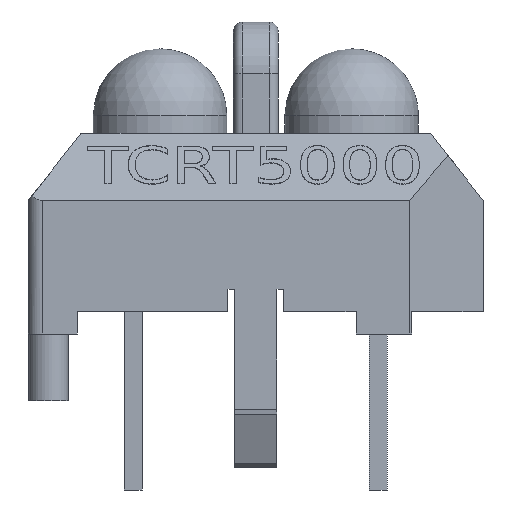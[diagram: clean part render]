
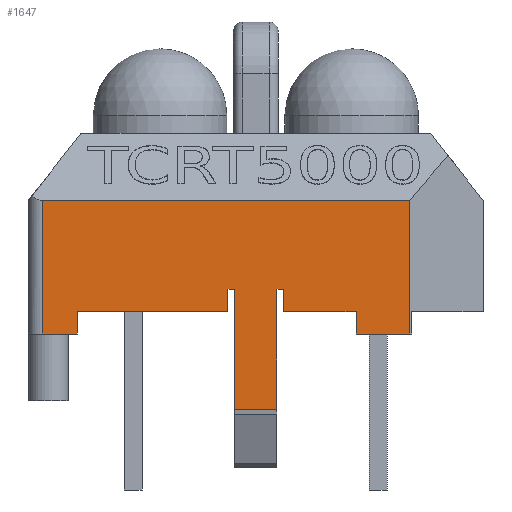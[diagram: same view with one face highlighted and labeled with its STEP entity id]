
A CAD part, front view. The second image highlights one B-rep face of the part: STEP entity #1647.
In plain terms, the highlighted planar face has unit normal (0, -1, 0).
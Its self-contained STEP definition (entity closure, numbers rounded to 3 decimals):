
#13=DIRECTION('',(0.,0.,1.));
#52=DIRECTION('',(0.,1.,0.));
#63=VECTOR('',#13,1.);
#67=DIRECTION('',(1.,0.,0.));
#78=VECTOR('',#67,1.);
#102=DIRECTION('',(0.,0.,-1.));
#245=ORIENTED_EDGE('',*,*,#246,.F.);
#246=EDGE_CURVE('',#247,#249,#251,.T.);
#247=VERTEX_POINT('',#248);
#248=CARTESIAN_POINT('',(6.2,-4.17,3.));
#249=VERTEX_POINT('',#250);
#250=CARTESIAN_POINT('',(-2.042,-4.17,3.));
#251=LINE('',#248,#252);
#252=VECTOR('',#253,1.);
#253=DIRECTION('',(-1.,0.,0.));
#1647=ADVANCED_FACE('',(#1648),#1740,.F.);
#1648=FACE_BOUND('',#1649,.F.);
#1649=EDGE_LOOP('',(#1650,#1657,#1664,#1670,#1677,#1683,#1689,#1695,#1699,#245,#1702,#1707,#1711,#1717,#1723,#1729,#1735));
#1650=ORIENTED_EDGE('',*,*,#1651,.F.);
#1651=EDGE_CURVE('',#1652,#1654,#1656,.T.);
#1652=VERTEX_POINT('',#1653);
#1653=CARTESIAN_POINT('',(2.275,-4.17,-1.692));
#1654=VERTEX_POINT('',#1655);
#1655=CARTESIAN_POINT('',(3.225,-4.17,-1.692));
#1656=LINE('',#1653,#78);
#1657=ORIENTED_EDGE('',*,*,#1658,.F.);
#1658=EDGE_CURVE('',#1659,#1652,#1661,.T.);
#1659=VERTEX_POINT('',#1660);
#1660=CARTESIAN_POINT('',(2.275,-4.17,1.));
#1661=LINE('',#1660,#1662);
#1662=VECTOR('',#1663,1.);
#1663=DIRECTION('',(0.,0.,-1.));
#1664=ORIENTED_EDGE('',*,*,#1665,.F.);
#1665=EDGE_CURVE('',#1666,#1659,#1668,.T.);
#1666=VERTEX_POINT('',#1667);
#1667=CARTESIAN_POINT('',(2.125,-4.17,1.));
#1668=LINE('',#1669,#78);
#1669=CARTESIAN_POINT('',(2.238,-4.17,1.));
#1670=ORIENTED_EDGE('',*,*,#1671,.T.);
#1671=EDGE_CURVE('',#1666,#1672,#1674,.T.);
#1672=VERTEX_POINT('',#1673);
#1673=CARTESIAN_POINT('',(2.125,-4.17,0.5));
#1674=LINE('',#1675,#1676);
#1675=CARTESIAN_POINT('',(2.125,-4.17,-1.5));
#1676=VECTOR('',#102,1.);
#1677=ORIENTED_EDGE('',*,*,#1678,.F.);
#1678=EDGE_CURVE('',#1679,#1672,#1681,.T.);
#1679=VERTEX_POINT('',#1680);
#1680=CARTESIAN_POINT('',(-1.25,-4.17,0.5));
#1681=LINE('',#1682,#78);
#1682=CARTESIAN_POINT('',(1.363,-4.17,0.5));
#1683=ORIENTED_EDGE('',*,*,#1684,.T.);
#1684=EDGE_CURVE('',#1679,#1685,#1687,.T.);
#1685=VERTEX_POINT('',#1686);
#1686=CARTESIAN_POINT('',(-1.25,-4.17,0.));
#1687=LINE('',#1688,#1676);
#1688=CARTESIAN_POINT('',(-1.25,-4.17,-1.5));
#1689=ORIENTED_EDGE('',*,*,#1690,.F.);
#1690=EDGE_CURVE('',#1691,#1685,#1693,.T.);
#1691=VERTEX_POINT('',#1692);
#1692=CARTESIAN_POINT('',(-1.9,-4.17,0.));
#1693=LINE('',#1694,#78);
#1694=CARTESIAN_POINT('',(-2.35,-4.17,0.));
#1695=ORIENTED_EDGE('',*,*,#1696,.F.);
#1696=EDGE_CURVE('',#1697,#1691,#1693,.T.);
#1697=VERTEX_POINT('',#1698);
#1698=CARTESIAN_POINT('',(-2.042,-4.17,0.));
#1699=ORIENTED_EDGE('',*,*,#1700,.T.);
#1700=EDGE_CURVE('',#1697,#249,#1701,.T.);
#1701=LINE('',#1698,#63);
#1702=ORIENTED_EDGE('',*,*,#1703,.F.);
#1703=EDGE_CURVE('',#1704,#247,#1706,.T.);
#1704=VERTEX_POINT('',#1705);
#1705=CARTESIAN_POINT('',(6.2,-4.17,0.));
#1706=LINE('',#1705,#63);
#1707=ORIENTED_EDGE('',*,*,#1708,.F.);
#1708=EDGE_CURVE('',#1709,#1704,#1693,.T.);
#1709=VERTEX_POINT('',#1710);
#1710=CARTESIAN_POINT('',(5.,-4.17,0.));
#1711=ORIENTED_EDGE('',*,*,#1712,.T.);
#1712=EDGE_CURVE('',#1709,#1713,#1715,.T.);
#1713=VERTEX_POINT('',#1714);
#1714=CARTESIAN_POINT('',(5.,-4.17,0.5));
#1715=LINE('',#1716,#63);
#1716=CARTESIAN_POINT('',(5.,-4.17,-1.5));
#1717=ORIENTED_EDGE('',*,*,#1718,.F.);
#1718=EDGE_CURVE('',#1719,#1713,#1721,.T.);
#1719=VERTEX_POINT('',#1720);
#1720=CARTESIAN_POINT('',(3.375,-4.17,0.5));
#1721=LINE('',#1722,#78);
#1722=CARTESIAN_POINT('',(3.213,-4.17,0.5));
#1723=ORIENTED_EDGE('',*,*,#1724,.T.);
#1724=EDGE_CURVE('',#1719,#1725,#1727,.T.);
#1725=VERTEX_POINT('',#1726);
#1726=CARTESIAN_POINT('',(3.375,-4.17,1.));
#1727=LINE('',#1728,#63);
#1728=CARTESIAN_POINT('',(3.375,-4.17,-1.5));
#1729=ORIENTED_EDGE('',*,*,#1730,.F.);
#1730=EDGE_CURVE('',#1731,#1725,#1733,.T.);
#1731=VERTEX_POINT('',#1732);
#1732=CARTESIAN_POINT('',(3.225,-4.17,1.));
#1733=LINE('',#1734,#78);
#1734=CARTESIAN_POINT('',(2.788,-4.17,1.));
#1735=ORIENTED_EDGE('',*,*,#1736,.F.);
#1736=EDGE_CURVE('',#1654,#1731,#1737,.T.);
#1737=LINE('',#1655,#1738);
#1738=VECTOR('',#1739,1.);
#1739=DIRECTION('',(0.,0.,1.));
#1740=PLANE('',#1741);
#1741=AXIS2_PLACEMENT_3D('',#1742,#52,#67);
#1742=CARTESIAN_POINT('',(2.275,-4.17,-3.));
